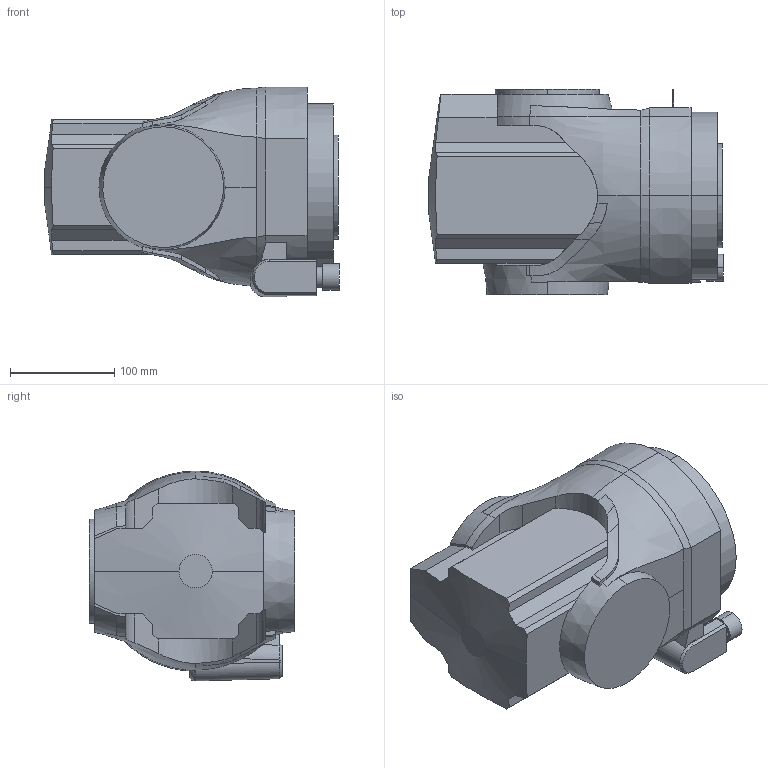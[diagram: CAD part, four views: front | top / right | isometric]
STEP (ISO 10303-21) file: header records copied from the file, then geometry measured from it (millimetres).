
FILE_DESCRIPTION (( 'STEP AP214' ), '1' );
FILE_NAME ('IRB6620LX_150-190_LINK5_CAD_rev03.STEP', '2016-12-02T09:57:16', ( 'ABB' ), ( 'ABB' ), 'SwSTEP 2.0', 'SolidWorks 2014', '' );
FILE_SCHEMA (( 'AUTOMOTIVE_DESIGN' ));
Length unit declared in the file: millimetre
Products named in the file (1): IRB6620LX_150-190_LINK5_CAD_rev03
Bounding box: 282.66 x 197 x 201.3 mm (x, y, z)
Volume: 6364078.9 mm3; surface area: 235887.5 mm2
Topology: 1 solids, 1 shells, 145 faces, 385 edges, 248 vertices
Faces by surface type: plane 75, bspline 33, cylinder 27, cone 10
Entity records: 10219 total; most frequent: CARTESIAN_POINT 6982, ORIENTED_EDGE 770, DIRECTION 444, EDGE_CURVE 385, VERTEX_POINT 248, B_SPLINE_CURVE_WITH_KNOTS 182, LINE 182, VECTOR 182
